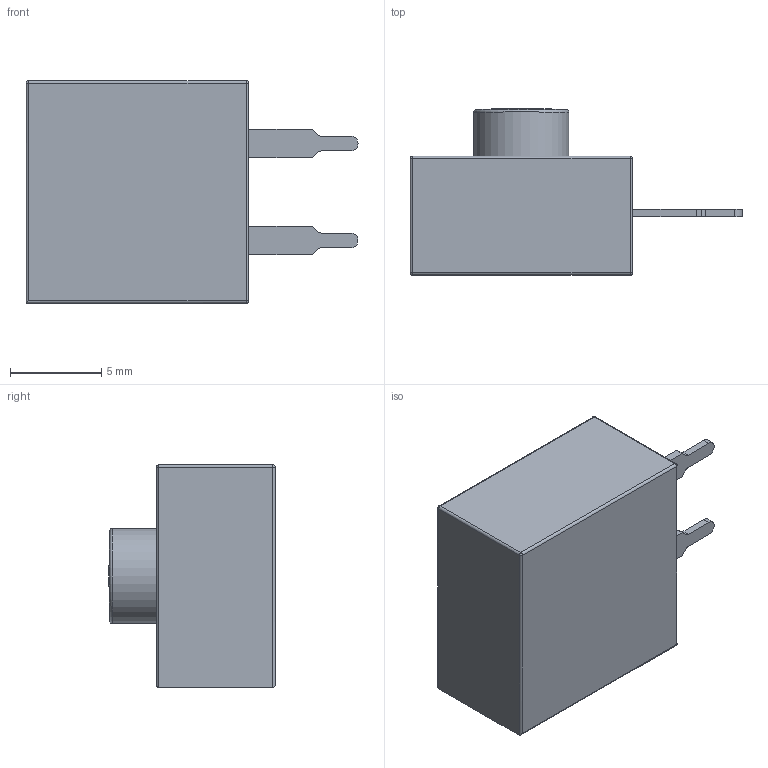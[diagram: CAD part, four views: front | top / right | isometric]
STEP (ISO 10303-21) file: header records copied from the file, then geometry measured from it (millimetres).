
FILE_DESCRIPTION(/* description */ (''),/* implementation_level */ '2;1');
FILE_NAME(/* name */ 'GPTS203212B Model.stp',/* time_stamp */ '2023-02-22T14:31:24-05:00',/* author */ ('dwiltbank'),/* organization */ (''),/* preprocessor_version */ 'ST-DEVELOPER v18.1',/* originating_system */ 'Autodesk Inventor 2022',/* authorisation */ '');
FILE_SCHEMA (('AUTOMOTIVE_DESIGN { 1 0 10303 214 3 1 1 }'));
Length unit declared in the file: inch
Products named in the file (1): Assembly2_Simplify_1
Bounding box: 18.19 x 9.12 x 12.19 mm (x, y, z)
Volume: 1027.5 mm3; surface area: 688.2 mm2
Topology: 1 solids, 1 shells, 48 faces, 109 edges, 66 vertices
Faces by surface type: plane 22, cylinder 18, sphere 7, torus 1
Full cylindrical faces by diameter (mm): 5.207 x1
Entity records: 1459 total; most frequent: DIRECTION 244, CARTESIAN_POINT 224, ORIENTED_EDGE 218, EDGE_CURVE 109, AXIS2_PLACEMENT_3D 86, LINE 72, VECTOR 72, VERTEX_POINT 66
